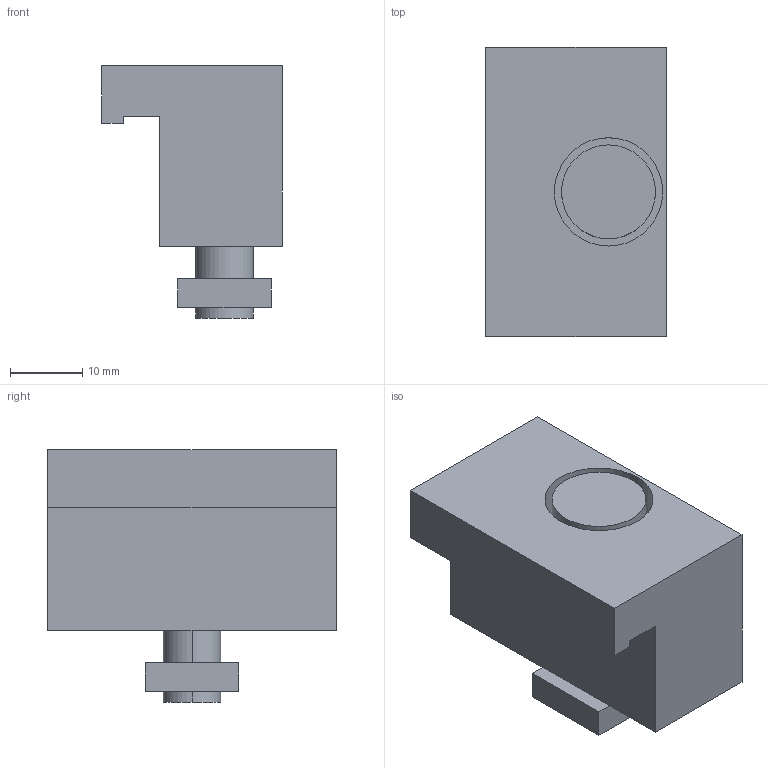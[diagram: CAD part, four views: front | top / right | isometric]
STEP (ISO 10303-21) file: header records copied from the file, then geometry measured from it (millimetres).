
FILE_DESCRIPTION(('STEP AP214'),'1');
FILE_NAME('00013716_201804130948230176_0002.stp','2018-04-13T07:48:23',('MiniTec Maschinenbau GmbH & Co.KG'),(''),'Spatial InterOp 3D postprocessed',' ',' ');
FILE_SCHEMA(('AUTOMOTIVE_DESIGN'));
Length unit declared in the file: millimetre
Products named in the file (2): 2018_04_13__09-48-23-284
Bounding box: 25 x 40 x 35 mm (x, y, z)
Volume: 19850.6 mm3; surface area: 7290.5 mm2
Topology: 2 solids, 2 shells, 30 faces, 66 edges, 44 vertices
Faces by surface type: plane 20, cylinder 10
Entity records: 971 total; most frequent: DIRECTION 150, CARTESIAN_POINT 142, ORIENTED_EDGE 132, EDGE_CURVE 66, AXIS2_PLACEMENT_3D 52, LINE 46, VECTOR 46, VERTEX_POINT 44
